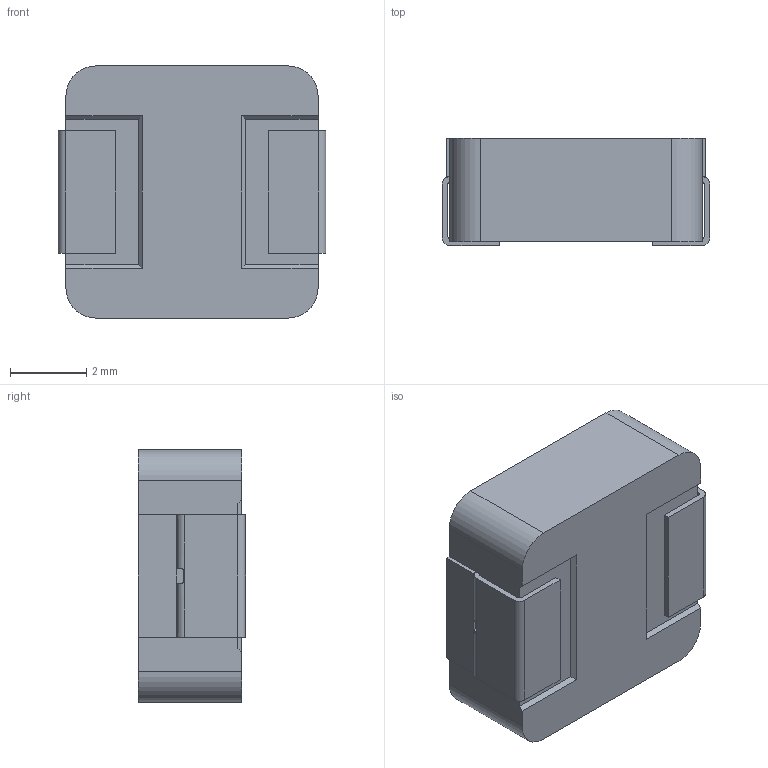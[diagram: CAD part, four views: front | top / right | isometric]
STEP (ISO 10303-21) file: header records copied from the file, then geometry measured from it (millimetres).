
FILE_DESCRIPTION(/* description */ ('STEP AP214'),/* implementation_level */ '2;1');
FILE_NAME(/* name */ 'psolqas_14000_6',/* time_stamp */ '2024-08-12T12:05:39+02:00',/* author */ ('License CC BY-ND 4.0'),/* organization */ ('CADENAS'),/* preprocessor_version */ 'ST-DEVELOPER v19.3',/* originating_system */ 'PARTsolutions',/* authorisation */ ' ');
FILE_SCHEMA (('AUTOMOTIVE_DESIGN {1 0 10303 214 3 1 1}'));
Length unit declared in the file: metre
Products named in the file (1): UPIFS0603
Bounding box: 7 x 2.8 x 6.6 mm (x, y, z)
Volume: 118.2 mm3; surface area: 196.5 mm2
Topology: 1 solids, 1 shells, 60 faces, 170 edges, 108 vertices
Faces by surface type: plane 44, cylinder 16
Entity records: 1955 total; most frequent: CARTESIAN_POINT 363, ORIENTED_EDGE 340, DIRECTION 316, EDGE_CURVE 170, LINE 130, VECTOR 130, VERTEX_POINT 108, AXIS2_PLACEMENT_3D 93
